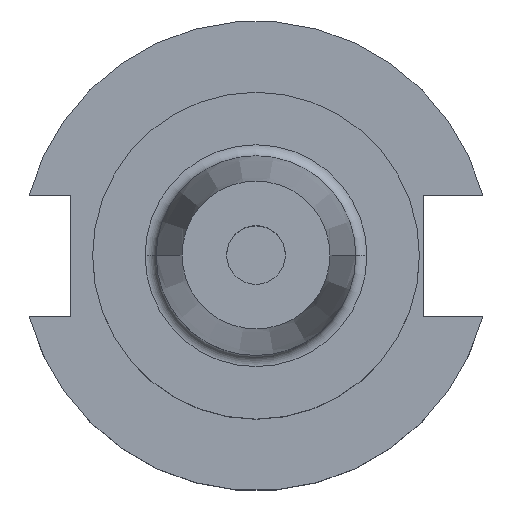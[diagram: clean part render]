
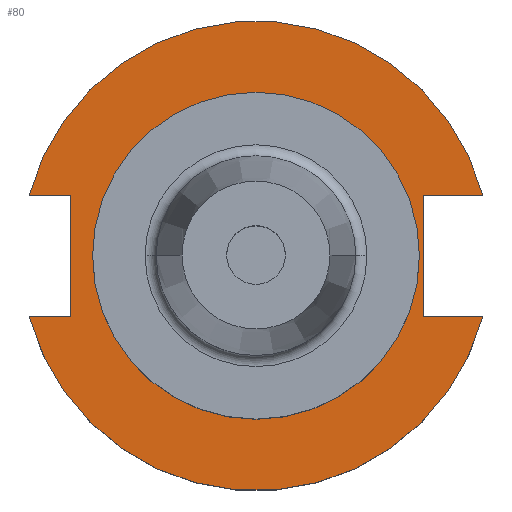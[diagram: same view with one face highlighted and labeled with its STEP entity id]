
A CAD part, top view. The second image highlights one B-rep face of the part: STEP entity #80.
In plain terms, the highlighted planar face has unit normal (0, 0, 1).
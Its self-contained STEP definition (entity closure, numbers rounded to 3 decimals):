
#28 = ORIENTED_EDGE ( 'NONE', *, *, #994, .T. ) ;
#33 = CARTESIAN_POINT ( 'NONE',  ( 0., 0., 19.05 ) ) ;
#74 = LINE ( 'NONE', #605, #1119 ) ;
#80 = ADVANCED_FACE ( 'NONE', ( #1065, #1678 ), #1662, .F. ) ;
#92 = CARTESIAN_POINT ( 'NONE',  ( 0., 8.191, 19.05 ) ) ;
#192 = CARTESIAN_POINT ( 'NONE',  ( -30.675, -8.191, 19.05 ) ) ;
#203 = AXIS2_PLACEMENT_3D ( 'NONE', #315, #308, #991 ) ;
#215 = AXIS2_PLACEMENT_3D ( 'NONE', #1583, #864, #1251 ) ;
#233 = AXIS2_PLACEMENT_3D ( 'NONE', #33, #466, #1592 ) ;
#264 = ORIENTED_EDGE ( 'NONE', *, *, #395, .F. ) ;
#297 = ORIENTED_EDGE ( 'NONE', *, *, #419, .T. ) ;
#308 = DIRECTION ( 'NONE',  ( 0., 0., 1. ) ) ;
#315 = CARTESIAN_POINT ( 'NONE',  ( 0., 0., 19.05 ) ) ;
#338 = AXIS2_PLACEMENT_3D ( 'NONE', #1327, #1180, #926 ) ;
#341 = CARTESIAN_POINT ( 'NONE',  ( 0., 0., 19.05 ) ) ;
#365 = VERTEX_POINT ( 'NONE', #1112 ) ;
#371 = DIRECTION ( 'NONE',  ( 0., 0., 1. ) ) ;
#384 = VERTEX_POINT ( 'NONE', #1054 ) ;
#395 = EDGE_CURVE ( 'NONE', #967, #922, #895, .T. ) ;
#419 = EDGE_CURVE ( 'NONE', #1225, #922, #74, .T. ) ;
#423 = EDGE_CURVE ( 'NONE', #365, #739, #450, .T. ) ;
#434 = EDGE_CURVE ( 'NONE', #639, #983, #725, .T. ) ;
#436 = CARTESIAN_POINT ( 'NONE',  ( -22.1, 0., 19.05 ) ) ;
#450 = CIRCLE ( 'NONE', #233, 22.1 ) ;
#453 = EDGE_CURVE ( 'NONE', #739, #365, #1370, .T. ) ;
#466 = DIRECTION ( 'NONE',  ( 0., 0., 1. ) ) ;
#495 = DIRECTION ( 'NONE',  ( 1., 0., 0. ) ) ;
#498 = LINE ( 'NONE', #586, #810 ) ;
#523 = LINE ( 'NONE', #1301, #1487 ) ;
#524 = EDGE_LOOP ( 'NONE', ( #297, #264, #28, #1145, #1466, #1217, #662, #834 ) ) ;
#531 = EDGE_CURVE ( 'NONE', #639, #964, #1221, .T. ) ;
#539 = EDGE_CURVE ( 'NONE', #983, #1225, #523, .T. ) ;
#574 = DIRECTION ( 'NONE',  ( 0., 1., 0. ) ) ;
#582 = CARTESIAN_POINT ( 'NONE',  ( -25.091, -8.191, 19.05 ) ) ;
#586 = CARTESIAN_POINT ( 'NONE',  ( 22.606, 22.1, 19.05 ) ) ;
#599 = CIRCLE ( 'NONE', #808, 31.75 ) ;
#605 = CARTESIAN_POINT ( 'NONE',  ( -25.091, 8.191, 19.05 ) ) ;
#633 = CARTESIAN_POINT ( 'NONE',  ( -30.675, 8.191, 19.05 ) ) ;
#639 = VERTEX_POINT ( 'NONE', #1683 ) ;
#662 = ORIENTED_EDGE ( 'NONE', *, *, #434, .T. ) ;
#709 = EDGE_CURVE ( 'NONE', #978, #964, #498, .T. ) ;
#725 = CIRCLE ( 'NONE', #215, 31.75 ) ;
#739 = VERTEX_POINT ( 'NONE', #436 ) ;
#808 = AXIS2_PLACEMENT_3D ( 'NONE', #341, #371, #495 ) ;
#810 = VECTOR ( 'NONE', #574, 1000. ) ;
#818 = EDGE_CURVE ( 'NONE', #978, #384, #1572, .T. ) ;
#834 = ORIENTED_EDGE ( 'NONE', *, *, #539, .T. ) ;
#864 = DIRECTION ( 'NONE',  ( 0., 0., 1. ) ) ;
#868 = VECTOR ( 'NONE', #1643, 1000. ) ;
#895 = LINE ( 'NONE', #1518, #1208 ) ;
#914 = CARTESIAN_POINT ( 'NONE',  ( 0., -8.191, 19.05 ) ) ;
#915 = DIRECTION ( 'NONE',  ( 1., 0., 0. ) ) ;
#922 = VERTEX_POINT ( 'NONE', #582 ) ;
#926 = DIRECTION ( 'NONE',  ( -1., 0., 0. ) ) ;
#964 = VERTEX_POINT ( 'NONE', #1379 ) ;
#967 = VERTEX_POINT ( 'NONE', #192 ) ;
#978 = VERTEX_POINT ( 'NONE', #1387 ) ;
#983 = VERTEX_POINT ( 'NONE', #633 ) ;
#991 = DIRECTION ( 'NONE',  ( 1., 0., 0. ) ) ;
#994 = EDGE_CURVE ( 'NONE', #967, #384, #599, .T. ) ;
#1041 = DIRECTION ( 'NONE',  ( 1., 0., 0. ) ) ;
#1054 = CARTESIAN_POINT ( 'NONE',  ( 30.675, -8.191, 19.05 ) ) ;
#1065 = FACE_BOUND ( 'NONE', #1202, .T. ) ;
#1109 = ORIENTED_EDGE ( 'NONE', *, *, #453, .F. ) ;
#1112 = CARTESIAN_POINT ( 'NONE',  ( 22.1, 0., 19.05 ) ) ;
#1119 = VECTOR ( 'NONE', #1388, 1000. ) ;
#1145 = ORIENTED_EDGE ( 'NONE', *, *, #818, .F. ) ;
#1180 = DIRECTION ( 'NONE',  ( 0., 0., -1. ) ) ;
#1202 = EDGE_LOOP ( 'NONE', ( #1384, #1109 ) ) ;
#1208 = VECTOR ( 'NONE', #915, 1000. ) ;
#1217 = ORIENTED_EDGE ( 'NONE', *, *, #531, .F. ) ;
#1221 = LINE ( 'NONE', #92, #868 ) ;
#1225 = VERTEX_POINT ( 'NONE', #1252 ) ;
#1251 = DIRECTION ( 'NONE',  ( 1., 0., 0. ) ) ;
#1252 = CARTESIAN_POINT ( 'NONE',  ( -25.091, 8.191, 19.05 ) ) ;
#1254 = DIRECTION ( 'NONE',  ( 1., 0., 0. ) ) ;
#1301 = CARTESIAN_POINT ( 'NONE',  ( -61.091, 8.191, 19.05 ) ) ;
#1327 = CARTESIAN_POINT ( 'NONE',  ( 0., 22.1, 19.05 ) ) ;
#1370 = CIRCLE ( 'NONE', #203, 22.1 ) ;
#1379 = CARTESIAN_POINT ( 'NONE',  ( 22.606, 8.191, 19.05 ) ) ;
#1384 = ORIENTED_EDGE ( 'NONE', *, *, #423, .F. ) ;
#1387 = CARTESIAN_POINT ( 'NONE',  ( 22.606, -8.191, 19.05 ) ) ;
#1388 = DIRECTION ( 'NONE',  ( 0., -1., 0. ) ) ;
#1466 = ORIENTED_EDGE ( 'NONE', *, *, #709, .T. ) ;
#1487 = VECTOR ( 'NONE', #1041, 1000. ) ;
#1518 = CARTESIAN_POINT ( 'NONE',  ( -61.091, -8.191, 19.05 ) ) ;
#1572 = LINE ( 'NONE', #914, #1617 ) ;
#1583 = CARTESIAN_POINT ( 'NONE',  ( 0., 0., 19.05 ) ) ;
#1592 = DIRECTION ( 'NONE',  ( 1., 0., 0. ) ) ;
#1617 = VECTOR ( 'NONE', #1254, 1000. ) ;
#1643 = DIRECTION ( 'NONE',  ( -1., 0., 0. ) ) ;
#1662 = PLANE ( 'NONE',  #338 ) ;
#1678 = FACE_OUTER_BOUND ( 'NONE', #524, .T. ) ;
#1683 = CARTESIAN_POINT ( 'NONE',  ( 30.675, 8.191, 19.05 ) ) ;
